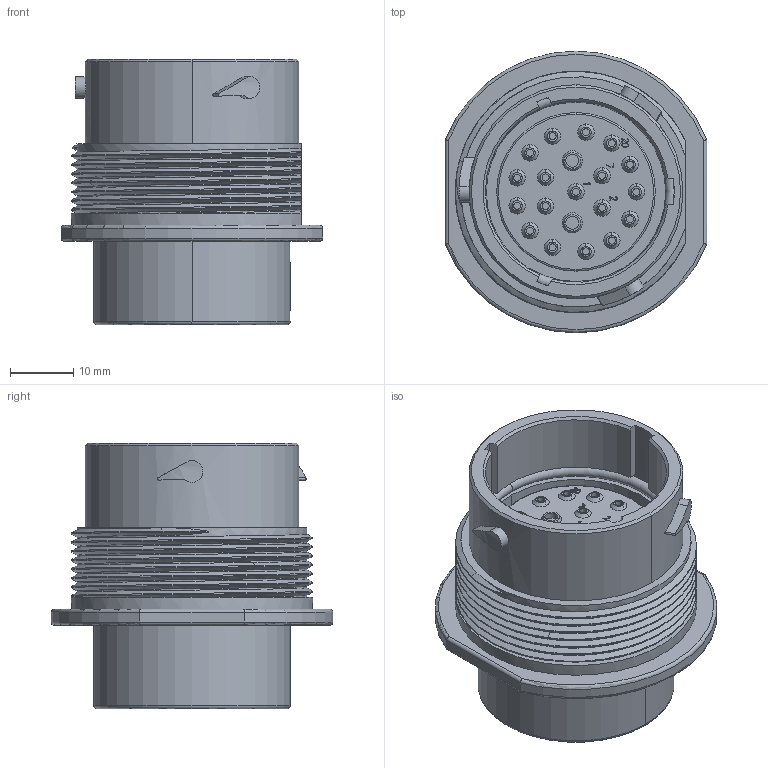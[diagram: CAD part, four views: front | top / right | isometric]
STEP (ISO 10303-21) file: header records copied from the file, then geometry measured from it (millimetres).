
FILE_DESCRIPTION((''),'2;1');
FILE_NAME('C-HDP24-18-20PN','2021-06-08T04:27:30',('workeradm'),('TE Connectivity Ltd.'),'CREO PARAMETRIC BY PTC INC, 2019292','CREO PARAMETRIC BY PTC INC, 2019292','');
FILE_SCHEMA(('AUTOMOTIVE_DESIGN { 1 0 10303 214 1 1 1 1 }'));
Length unit declared in the file: millimetre
Products named in the file (1): C-HDP24-18-20PN
Bounding box: 41.27 x 44.45 x 41.86 mm (x, y, z)
Volume: 30737.7 mm3; surface area: 10819.4 mm2
Topology: 1 solids, 1 shells, 480 faces, 1121 edges, 738 vertices
Faces by surface type: plane 230, cylinder 165, cone 47, bspline 28, torus 10
Entity records: 22888 total; most frequent: CARTESIAN_POINT 11427, DIRECTION 2310, ORIENTED_EDGE 2242, EDGE_CURVE 1121, AXIS2_PLACEMENT_3D 849, VERTEX_POINT 738, VECTOR 612, LINE 612
